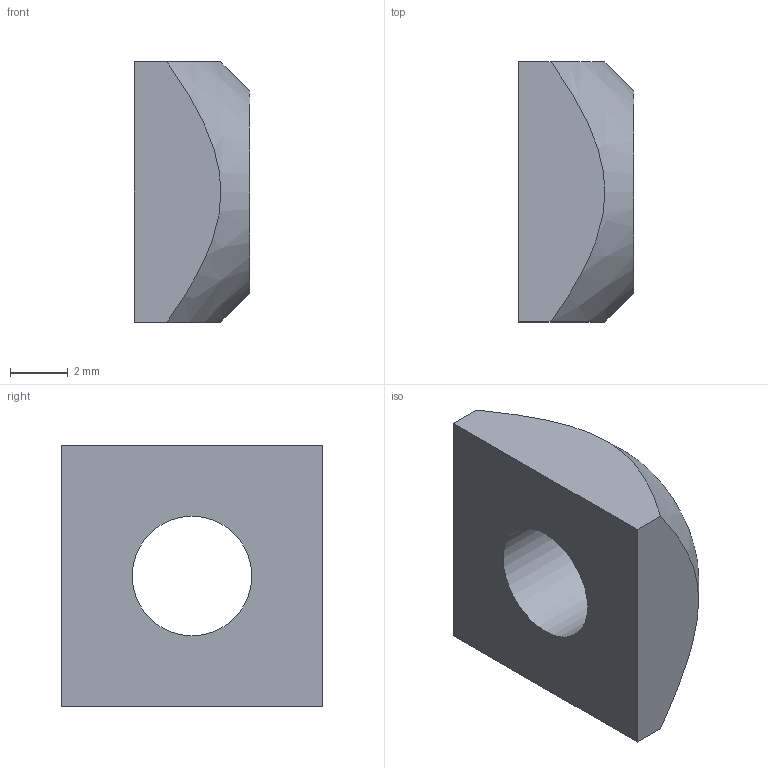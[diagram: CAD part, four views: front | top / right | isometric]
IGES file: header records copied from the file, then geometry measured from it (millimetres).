
Global section: file name: 210650.stp.ipt; native system: Autodesk Inventor 2014; preprocessor: unknown; author: zeman; date: 20151016.101505; units: millimetre
Bounding box: 4 x 9 x 9 mm (x, y, z)
Volume: 230 mm3; surface area: 288.8 mm2
Topology: 1 solids, 1 shells, 8 faces, 19 edges, 13 vertices
Faces by surface type: plane 6, revolution 1, cone 1
